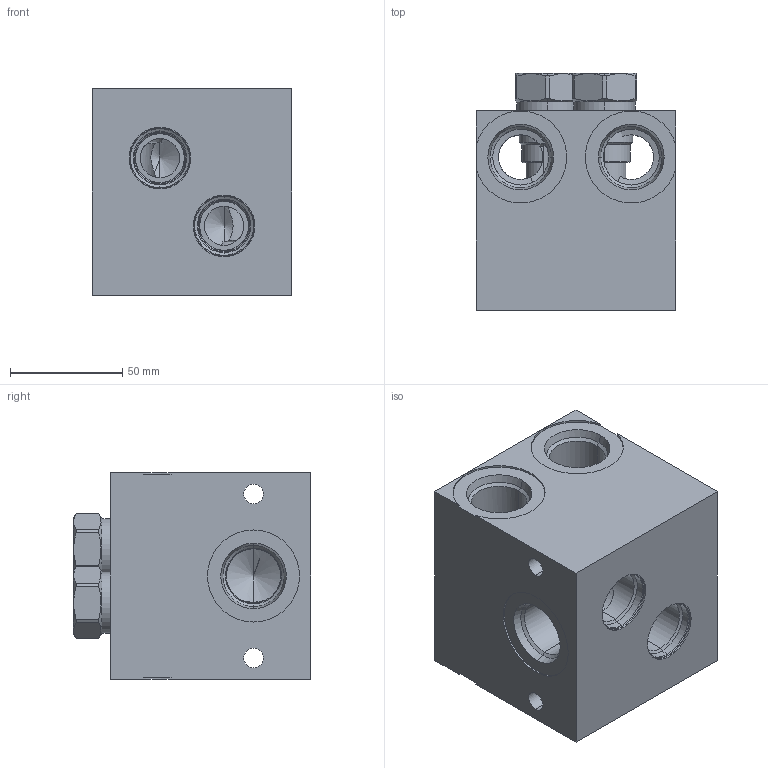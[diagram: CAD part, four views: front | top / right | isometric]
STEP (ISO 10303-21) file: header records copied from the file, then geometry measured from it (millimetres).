
FILE_DESCRIPTION((''),'2;1');
FILE_NAME('CML_ASM','2023-08-01T',('ProEService'),(''),'PRO/ENGINEER BY PARAMETRIC TECHNOLOGY CORPORATION, 2014200','PRO/ENGINEER BY PARAMETRIC TECHNOLOGY CORPORATION, 2014200','');
FILE_SCHEMA(('CONFIG_CONTROL_DESIGN'));
Length unit declared in the file: inch
Products named in the file (3): 151-171-006; CXFAXAN; CML_ASM
Assembly tree (3 placements, depth 2):
  CML_ASM
    151-171-006
    CXFAXAN  x2
Bounding box: 88.9 x 105.56 x 92.08 mm (x, y, z)
Volume: 566889.7 mm3; surface area: 95729.3 mm2
Topology: 7 solids, 7 shells, 351 faces, 1064 edges, 848 vertices
Faces by surface type: cylinder 134, cone 96, plane 57, torus 48, revolution 16
Entity records: 10786 total; most frequent: CARTESIAN_POINT 3364, DIRECTION 1609, ORIENTED_EDGE 1260, EDGE_CURVE 630, AXIS2_PLACEMENT_3D 584, VECTOR 433, LINE 433, VERTEX_POINT 387
